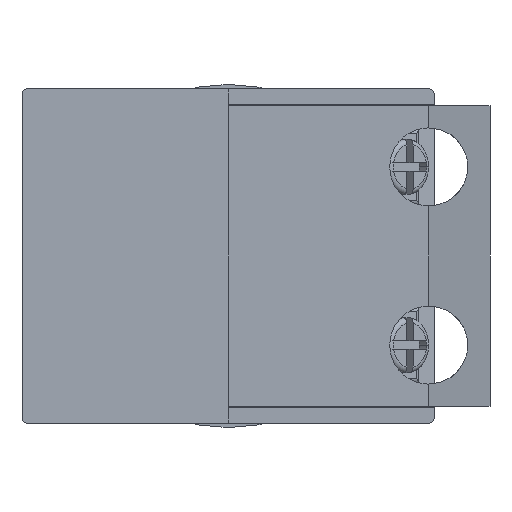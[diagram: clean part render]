
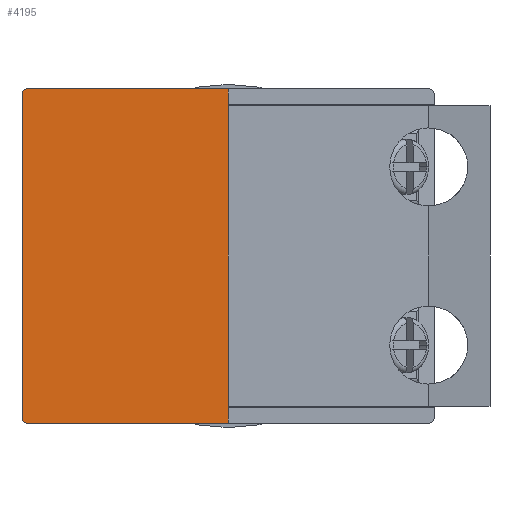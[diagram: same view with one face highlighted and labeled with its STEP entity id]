
A CAD part, front view. The second image highlights one B-rep face of the part: STEP entity #4195.
In plain terms, the highlighted planar face has unit normal (0, -1, 0).
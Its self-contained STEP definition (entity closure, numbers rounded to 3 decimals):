
#54 = EDGE_CURVE ( 'NONE', #3279, #4763, #3771, .T. ) ;
#82 = VERTEX_POINT ( 'NONE', #2395 ) ;
#199 = DIRECTION ( 'NONE',  ( 1., 0., 0. ) ) ;
#216 = EDGE_CURVE ( 'NONE', #3279, #4659, #656, .T. ) ;
#387 = DIRECTION ( 'NONE',  ( 0., 0., 1. ) ) ;
#396 = ORIENTED_EDGE ( 'NONE', *, *, #4275, .F. ) ;
#656 = LINE ( 'NONE', #4312, #4126 ) ;
#701 = ORIENTED_EDGE ( 'NONE', *, *, #4470, .F. ) ;
#835 = DIRECTION ( 'NONE',  ( -1., 0., 0. ) ) ;
#936 = DIRECTION ( 'NONE',  ( 0., 0., 1. ) ) ;
#1051 = ORIENTED_EDGE ( 'NONE', *, *, #1151, .T. ) ;
#1131 = LINE ( 'NONE', #3540, #3398 ) ;
#1144 = EDGE_CURVE ( 'NONE', #2177, #1688, #1131, .T. ) ;
#1151 = EDGE_CURVE ( 'NONE', #2177, #4659, #4621, .T. ) ;
#1153 = ORIENTED_EDGE ( 'NONE', *, *, #2251, .T. ) ;
#1456 = DIRECTION ( 'NONE',  ( 0., -1., 0. ) ) ;
#1505 = LINE ( 'NONE', #3197, #2704 ) ;
#1521 = DIRECTION ( 'NONE',  ( 0., -1., 0. ) ) ;
#1543 = CARTESIAN_POINT ( 'NONE',  ( 18.5, -13., 15. ) ) ;
#1567 = DIRECTION ( 'NONE',  ( 0., 0., -1. ) ) ;
#1582 = DIRECTION ( 'NONE',  ( 0., -1., 0. ) ) ;
#1645 = CIRCLE ( 'NONE', #4346, 0.5 ) ;
#1688 = VERTEX_POINT ( 'NONE', #2579 ) ;
#1793 = CARTESIAN_POINT ( 'NONE',  ( 18.5, -13., -14.5 ) ) ;
#1816 = CIRCLE ( 'NONE', #2755, 0.5 ) ;
#1880 = CARTESIAN_POINT ( 'NONE',  ( 18., -13., 15. ) ) ;
#2177 = VERTEX_POINT ( 'NONE', #2884 ) ;
#2210 = CARTESIAN_POINT ( 'NONE',  ( 0., -13., 0. ) ) ;
#2251 = EDGE_CURVE ( 'NONE', #4605, #1688, #1816, .T. ) ;
#2395 = CARTESIAN_POINT ( 'NONE',  ( -18., -13., 15. ) ) ;
#2533 = AXIS2_PLACEMENT_3D ( 'NONE', #2210, #5855, #3126 ) ;
#2579 = CARTESIAN_POINT ( 'NONE',  ( -18., -13., -15. ) ) ;
#2629 = EDGE_LOOP ( 'NONE', ( #396, #1153, #4349, #1051, #3075, #2719, #701, #3800 ) ) ;
#2704 = VECTOR ( 'NONE', #936, 1000. ) ;
#2719 = ORIENTED_EDGE ( 'NONE', *, *, #54, .T. ) ;
#2755 = AXIS2_PLACEMENT_3D ( 'NONE', #4325, #1582, #4773 ) ;
#2869 = CARTESIAN_POINT ( 'NONE',  ( 18.5, -13., 14.5 ) ) ;
#2884 = CARTESIAN_POINT ( 'NONE',  ( 18., -13., -15. ) ) ;
#3075 = ORIENTED_EDGE ( 'NONE', *, *, #216, .F. ) ;
#3106 = DIRECTION ( 'NONE',  ( 0., -1., 0. ) ) ;
#3126 = DIRECTION ( 'NONE',  ( 0., 0., 1. ) ) ;
#3197 = CARTESIAN_POINT ( 'NONE',  ( -18.5, -13., 15. ) ) ;
#3279 = VERTEX_POINT ( 'NONE', #2869 ) ;
#3398 = VECTOR ( 'NONE', #835, 1000. ) ;
#3540 = CARTESIAN_POINT ( 'NONE',  ( 18.5, -13., -15. ) ) ;
#3551 = AXIS2_PLACEMENT_3D ( 'NONE', #4190, #1456, #4645 ) ;
#3771 = CIRCLE ( 'NONE', #3551, 0.5 ) ;
#3800 = ORIENTED_EDGE ( 'NONE', *, *, #4845, .T. ) ;
#3859 = CARTESIAN_POINT ( 'NONE',  ( -18.5, -13., 14.5 ) ) ;
#4126 = VECTOR ( 'NONE', #1567, 1000. ) ;
#4190 = CARTESIAN_POINT ( 'NONE',  ( 18., -13., 14.5 ) ) ;
#4195 = ADVANCED_FACE ( 'NONE', ( #5415 ), #4948, .F. ) ;
#4251 = CARTESIAN_POINT ( 'NONE',  ( -18., -13., 14.5 ) ) ;
#4275 = EDGE_CURVE ( 'NONE', #4605, #4933, #1505, .T. ) ;
#4312 = CARTESIAN_POINT ( 'NONE',  ( 18.5, -13., 15. ) ) ;
#4325 = CARTESIAN_POINT ( 'NONE',  ( -18., -13., -14.5 ) ) ;
#4346 = AXIS2_PLACEMENT_3D ( 'NONE', #4251, #1521, #4705 ) ;
#4349 = ORIENTED_EDGE ( 'NONE', *, *, #1144, .F. ) ;
#4470 = EDGE_CURVE ( 'NONE', #82, #4763, #5427, .T. ) ;
#4605 = VERTEX_POINT ( 'NONE', #5834 ) ;
#4621 = CIRCLE ( 'NONE', #5435, 0.5 ) ;
#4645 = DIRECTION ( 'NONE',  ( 0., 0., 1. ) ) ;
#4659 = VERTEX_POINT ( 'NONE', #1793 ) ;
#4705 = DIRECTION ( 'NONE',  ( 0., 0., 1. ) ) ;
#4763 = VERTEX_POINT ( 'NONE', #1880 ) ;
#4773 = DIRECTION ( 'NONE',  ( 0., 0., 1. ) ) ;
#4845 = EDGE_CURVE ( 'NONE', #82, #4933, #1645, .T. ) ;
#4933 = VERTEX_POINT ( 'NONE', #3859 ) ;
#4948 = PLANE ( 'NONE',  #2533 ) ;
#5288 = VECTOR ( 'NONE', #199, 1000. ) ;
#5415 = FACE_OUTER_BOUND ( 'NONE', #2629, .T. ) ;
#5427 = LINE ( 'NONE', #1543, #5288 ) ;
#5435 = AXIS2_PLACEMENT_3D ( 'NONE', #5833, #3106, #387 ) ;
#5833 = CARTESIAN_POINT ( 'NONE',  ( 18., -13., -14.5 ) ) ;
#5834 = CARTESIAN_POINT ( 'NONE',  ( -18.5, -13., -14.5 ) ) ;
#5855 = DIRECTION ( 'NONE',  ( 0., 1., 0. ) ) ;
